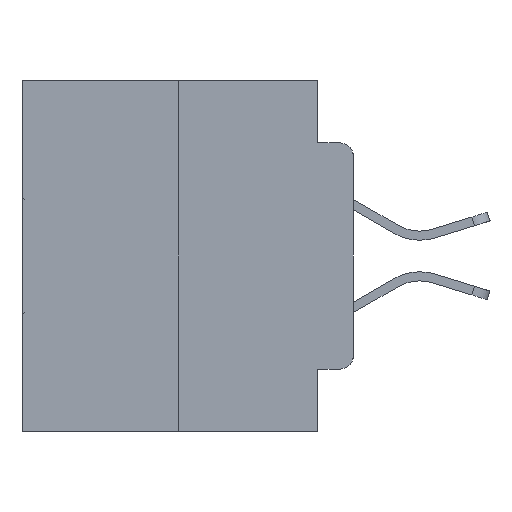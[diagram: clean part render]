
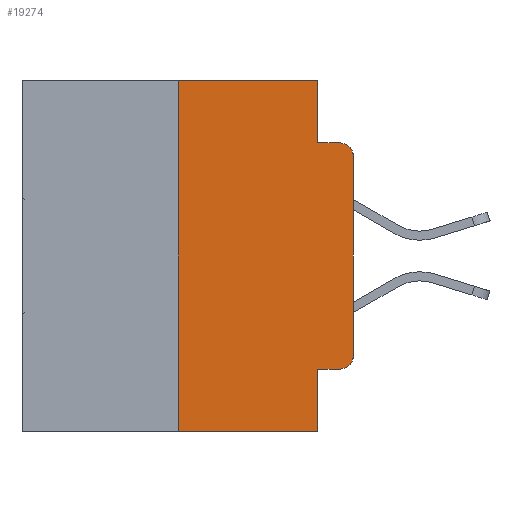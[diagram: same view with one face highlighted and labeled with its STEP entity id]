
A CAD part, left-side view. The second image highlights one B-rep face of the part: STEP entity #19274.
In plain terms, the highlighted planar face has unit normal (-1, 0, 0).
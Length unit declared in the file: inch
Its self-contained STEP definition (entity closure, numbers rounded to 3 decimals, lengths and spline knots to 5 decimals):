
#505 = VECTOR ( 'NONE', #28101, 39.37008 ) ;
#591 = ORIENTED_EDGE ( 'NONE', *, *, #27183, .F. ) ;
#957 = CARTESIAN_POINT ( 'NONE',  ( 0., 0.473, -0.5 ) ) ;
#1108 = CARTESIAN_POINT ( 'NONE',  ( 0., 0.02, -0.3915 ) ) ;
#1112 = VERTEX_POINT ( 'NONE', #16782 ) ;
#1222 = CIRCLE ( 'NONE', #19085, 0.02 ) ;
#1450 = LINE ( 'NONE', #15844, #21793 ) ;
#3449 = LINE ( 'NONE', #16463, #22065 ) ;
#3623 = CIRCLE ( 'NONE', #6509, 0.02 ) ;
#3853 = VERTEX_POINT ( 'NONE', #22794 ) ;
#3996 = LINE ( 'NONE', #957, #505 ) ;
#4021 = EDGE_CURVE ( 'NONE', #1112, #15538, #1222, .T. ) ;
#4325 = DIRECTION ( 'NONE',  ( 0., 0., 1. ) ) ;
#4996 = CARTESIAN_POINT ( 'NONE',  ( 0., 0.02, -0.1085 ) ) ;
#5235 = DIRECTION ( 'NONE',  ( 0., 0., -1. ) ) ;
#5513 = DIRECTION ( 'NONE',  ( 0., 0., -1. ) ) ;
#6014 = ORIENTED_EDGE ( 'NONE', *, *, #4021, .T. ) ;
#6189 = EDGE_CURVE ( 'NONE', #12289, #1112, #1450, .T. ) ;
#6509 = AXIS2_PLACEMENT_3D ( 'NONE', #1108, #19179, #5513 ) ;
#6872 = ORIENTED_EDGE ( 'NONE', *, *, #13047, .F. ) ;
#7811 = VECTOR ( 'NONE', #13938, 39.37008 ) ;
#9779 = LINE ( 'NONE', #10910, #17891 ) ;
#9870 = EDGE_LOOP ( 'NONE', ( #21949, #6014, #24223, #6872, #591, #26374, #18077, #27022, #18459, #25806 ) ) ;
#10597 = DIRECTION ( 'NONE',  ( 0., 0., -1. ) ) ;
#10910 = CARTESIAN_POINT ( 'NONE',  ( 0., 0.051, -0.0885 ) ) ;
#11124 = VERTEX_POINT ( 'NONE', #23909 ) ;
#12289 = VERTEX_POINT ( 'NONE', #19336 ) ;
#12381 = VERTEX_POINT ( 'NONE', #16803 ) ;
#12520 = CARTESIAN_POINT ( 'NONE',  ( 0., 0.051, 0. ) ) ;
#12821 = CARTESIAN_POINT ( 'NONE',  ( 0., 0.25, 0. ) ) ;
#13047 = EDGE_CURVE ( 'NONE', #25228, #3853, #24489, .T. ) ;
#13066 = CARTESIAN_POINT ( 'NONE',  ( 0., 0.473, 0. ) ) ;
#13297 = DIRECTION ( 'NONE',  ( 0., -1., 0. ) ) ;
#13715 = EDGE_CURVE ( 'NONE', #3853, #15538, #9779, .T. ) ;
#13808 = LINE ( 'NONE', #22826, #7811 ) ;
#13938 = DIRECTION ( 'NONE',  ( 0., -1., 0. ) ) ;
#13996 = LINE ( 'NONE', #26718, #19941 ) ;
#14071 = DIRECTION ( 'NONE',  ( -1., 0., 0. ) ) ;
#15344 = DIRECTION ( 'NONE',  ( 0., -1., 0. ) ) ;
#15538 = VERTEX_POINT ( 'NONE', #18805 ) ;
#15844 = CARTESIAN_POINT ( 'NONE',  ( 0., 0., 0. ) ) ;
#16456 = EDGE_CURVE ( 'NONE', #17311, #12289, #3623, .T. ) ;
#16463 = CARTESIAN_POINT ( 'NONE',  ( 0., 0.051, 0. ) ) ;
#16782 = CARTESIAN_POINT ( 'NONE',  ( 0., 0., -0.1085 ) ) ;
#16803 = CARTESIAN_POINT ( 'NONE',  ( 0., 0.25, -0.5 ) ) ;
#17001 = CARTESIAN_POINT ( 'NONE',  ( 0., 0.02, -0.4115 ) ) ;
#17008 = VECTOR ( 'NONE', #23967, 39.37008 ) ;
#17311 = VERTEX_POINT ( 'NONE', #17001 ) ;
#17337 = CARTESIAN_POINT ( 'NONE',  ( 0., 0.25, 0. ) ) ;
#17891 = VECTOR ( 'NONE', #15344, 39.37008 ) ;
#17906 = AXIS2_PLACEMENT_3D ( 'NONE', #13066, #21581, #10597 ) ;
#17954 = EDGE_CURVE ( 'NONE', #18853, #17311, #13808, .T. ) ;
#18077 = ORIENTED_EDGE ( 'NONE', *, *, #21612, .T. ) ;
#18459 = ORIENTED_EDGE ( 'NONE', *, *, #17954, .T. ) ;
#18805 = CARTESIAN_POINT ( 'NONE',  ( 0., 0.02, -0.0885 ) ) ;
#18853 = VERTEX_POINT ( 'NONE', #24095 ) ;
#19085 = AXIS2_PLACEMENT_3D ( 'NONE', #4996, #14071, #20795 ) ;
#19179 = DIRECTION ( 'NONE',  ( -1., 0., 0. ) ) ;
#19274 = ADVANCED_FACE ( 'NONE', ( #28047 ), #21681, .F. ) ;
#19336 = CARTESIAN_POINT ( 'NONE',  ( 0., 0., -0.3915 ) ) ;
#19941 = VECTOR ( 'NONE', #13297, 39.37008 ) ;
#20795 = DIRECTION ( 'NONE',  ( 0., 0., -1. ) ) ;
#21334 = DIRECTION ( 'NONE',  ( 0., 0., -1. ) ) ;
#21581 = DIRECTION ( 'NONE',  ( 1., 0., 0. ) ) ;
#21612 = EDGE_CURVE ( 'NONE', #12381, #11124, #3996, .T. ) ;
#21681 = PLANE ( 'NONE',  #17906 ) ;
#21793 = VECTOR ( 'NONE', #4325, 39.37008 ) ;
#21949 = ORIENTED_EDGE ( 'NONE', *, *, #6189, .T. ) ;
#22065 = VECTOR ( 'NONE', #5235, 39.37008 ) ;
#22270 = EDGE_CURVE ( 'NONE', #12381, #28754, #23280, .T. ) ;
#22794 = CARTESIAN_POINT ( 'NONE',  ( 0., 0.051, -0.0885 ) ) ;
#22826 = CARTESIAN_POINT ( 'NONE',  ( 0., 0.051, -0.4115 ) ) ;
#23280 = LINE ( 'NONE', #17337, #17008 ) ;
#23626 = CARTESIAN_POINT ( 'NONE',  ( 0., 0.051, 0. ) ) ;
#23909 = CARTESIAN_POINT ( 'NONE',  ( 0., 0.051, -0.5 ) ) ;
#23967 = DIRECTION ( 'NONE',  ( 0., 0., 1. ) ) ;
#24095 = CARTESIAN_POINT ( 'NONE',  ( 0., 0.051, -0.4115 ) ) ;
#24223 = ORIENTED_EDGE ( 'NONE', *, *, #13715, .F. ) ;
#24489 = LINE ( 'NONE', #12520, #24523 ) ;
#24523 = VECTOR ( 'NONE', #21334, 39.37008 ) ;
#25228 = VERTEX_POINT ( 'NONE', #23626 ) ;
#25806 = ORIENTED_EDGE ( 'NONE', *, *, #16456, .T. ) ;
#26374 = ORIENTED_EDGE ( 'NONE', *, *, #22270, .F. ) ;
#26718 = CARTESIAN_POINT ( 'NONE',  ( 0., 0.473, 0. ) ) ;
#26792 = EDGE_CURVE ( 'NONE', #18853, #11124, #3449, .T. ) ;
#27022 = ORIENTED_EDGE ( 'NONE', *, *, #26792, .F. ) ;
#27183 = EDGE_CURVE ( 'NONE', #28754, #25228, #13996, .T. ) ;
#28047 = FACE_OUTER_BOUND ( 'NONE', #9870, .T. ) ;
#28101 = DIRECTION ( 'NONE',  ( 0., -1., 0. ) ) ;
#28754 = VERTEX_POINT ( 'NONE', #12821 ) ;
